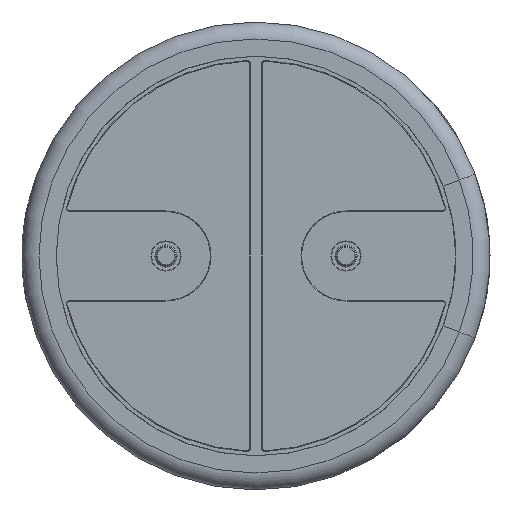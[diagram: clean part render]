
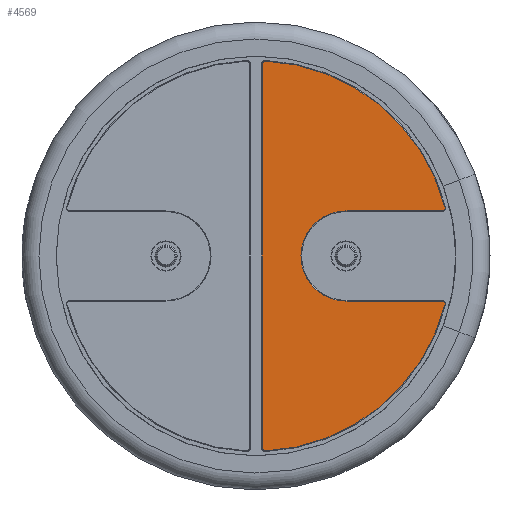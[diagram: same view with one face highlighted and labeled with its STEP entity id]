
A CAD part, front view. The second image highlights one B-rep face of the part: STEP entity #4569.
In plain terms, the highlighted planar face has unit normal (0, -1, 0).
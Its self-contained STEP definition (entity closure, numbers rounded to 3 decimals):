
#63=PLANE('',#4907);
#276=CIRCLE('',#4872,0.082);
#279=CIRCLE('',#4877,0.082);
#282=CIRCLE('',#4881,5.422);
#285=CIRCLE('',#4885,0.082);
#289=CIRCLE('',#4891,1.251);
#293=CIRCLE('',#4897,0.082);
#295=CIRCLE('',#4900,5.422);
#462=FACE_OUTER_BOUND('',#677,.T.);
#677=EDGE_LOOP('',(#3750,#3751,#3752,#3753,#3754,#3755,#3756,#3757,#3758,
#3759));
#893=LINE('',#9070,#1088);
#895=LINE('',#9094,#1090);
#897=LINE('',#9106,#1092);
#1088=VECTOR('',#5595,10.);
#1090=VECTOR('',#5625,10.);
#1092=VECTOR('',#5639,10.);
#1927=VERTEX_POINT('',#9058);
#1930=VERTEX_POINT('',#9063);
#1932=VERTEX_POINT('',#9068);
#1934=VERTEX_POINT('',#9074);
#1936=VERTEX_POINT('',#9080);
#1938=VERTEX_POINT('',#9086);
#1940=VERTEX_POINT('',#9092);
#1942=VERTEX_POINT('',#9098);
#1944=VERTEX_POINT('',#9104);
#1946=VERTEX_POINT('',#9110);
#2545=EDGE_CURVE('',#1930,#1927,#276,.T.);
#2547=EDGE_CURVE('',#1932,#1930,#893,.T.);
#2550=EDGE_CURVE('',#1934,#1932,#279,.T.);
#2553=EDGE_CURVE('',#1936,#1934,#282,.T.);
#2556=EDGE_CURVE('',#1938,#1936,#285,.T.);
#2559=EDGE_CURVE('',#1940,#1938,#895,.T.);
#2562=EDGE_CURVE('',#1942,#1940,#289,.T.);
#2565=EDGE_CURVE('',#1944,#1942,#897,.T.);
#2568=EDGE_CURVE('',#1946,#1944,#293,.T.);
#2570=EDGE_CURVE('',#1927,#1946,#295,.T.);
#3750=ORIENTED_EDGE('',*,*,#2545,.F.);
#3751=ORIENTED_EDGE('',*,*,#2547,.F.);
#3752=ORIENTED_EDGE('',*,*,#2550,.F.);
#3753=ORIENTED_EDGE('',*,*,#2553,.F.);
#3754=ORIENTED_EDGE('',*,*,#2556,.F.);
#3755=ORIENTED_EDGE('',*,*,#2559,.F.);
#3756=ORIENTED_EDGE('',*,*,#2562,.F.);
#3757=ORIENTED_EDGE('',*,*,#2565,.F.);
#3758=ORIENTED_EDGE('',*,*,#2568,.F.);
#3759=ORIENTED_EDGE('',*,*,#2570,.F.);
#4569=ADVANCED_FACE('',(#462),#63,.F.);
#4872=AXIS2_PLACEMENT_3D('',#9065,#5589,#5590);
#4877=AXIS2_PLACEMENT_3D('',#9076,#5601,#5602);
#4881=AXIS2_PLACEMENT_3D('',#9082,#5609,#5610);
#4885=AXIS2_PLACEMENT_3D('',#9088,#5617,#5618);
#4891=AXIS2_PLACEMENT_3D('',#9100,#5631,#5632);
#4897=AXIS2_PLACEMENT_3D('',#9112,#5645,#5646);
#4900=AXIS2_PLACEMENT_3D('',#9115,#5651,#5652);
#4907=AXIS2_PLACEMENT_3D('',#9128,#5671,#5672);
#5589=DIRECTION('center_axis',(0.,1.,0.));
#5590=DIRECTION('ref_axis',(-0.69,0.,0.724));
#5595=DIRECTION('',(0.,0.,1.));
#5601=DIRECTION('center_axis',(0.,1.,0.));
#5602=DIRECTION('ref_axis',(-0.69,0.,-0.724));
#5609=DIRECTION('center_axis',(0.,1.,0.));
#5610=DIRECTION('ref_axis',(0.632,0.,-0.775));
#5617=DIRECTION('center_axis',(0.,1.,0.));
#5618=DIRECTION('ref_axis',(0.79,0.,0.612));
#5625=DIRECTION('',(1.,0.,0.));
#5631=DIRECTION('center_axis',(0.,-1.,0.));
#5632=DIRECTION('ref_axis',(-1.,0.,0.));
#5639=DIRECTION('',(-1.,0.,0.));
#5645=DIRECTION('center_axis',(0.,1.,0.));
#5646=DIRECTION('ref_axis',(0.79,0.,-0.612));
#5651=DIRECTION('center_axis',(0.,1.,0.));
#5652=DIRECTION('ref_axis',(0.632,0.,0.775));
#5671=DIRECTION('center_axis',(0.,1.,0.));
#5672=DIRECTION('ref_axis',(0.,0.,1.));
#9058=CARTESIAN_POINT('',(0.264,-0.09,5.416));
#9063=CARTESIAN_POINT('',(0.178,-0.09,5.334));
#9065=CARTESIAN_POINT('Origin',(0.26,-0.09,5.334));
#9068=CARTESIAN_POINT('',(0.178,-0.09,-5.334));
#9070=CARTESIAN_POINT('',(0.178,-0.09,2.667));
#9074=CARTESIAN_POINT('',(0.264,-0.09,-5.416));
#9076=CARTESIAN_POINT('Origin',(0.26,-0.09,-5.334));
#9080=CARTESIAN_POINT('',(5.25,-0.09,-1.354));
#9082=CARTESIAN_POINT('Origin',(0.,-0.09,0.));
#9086=CARTESIAN_POINT('',(5.171,-0.09,-1.251));
#9088=CARTESIAN_POINT('Origin',(5.171,-0.09,-1.333));
#9092=CARTESIAN_POINT('',(2.5,-0.09,-1.251));
#9094=CARTESIAN_POINT('',(3.943,-0.09,-1.251));
#9098=CARTESIAN_POINT('',(2.5,-0.09,1.251));
#9100=CARTESIAN_POINT('Origin',(2.5,-0.09,0.));
#9104=CARTESIAN_POINT('',(5.171,-0.09,1.251));
#9106=CARTESIAN_POINT('',(2.608,-0.09,1.251));
#9110=CARTESIAN_POINT('',(5.25,-0.09,1.354));
#9112=CARTESIAN_POINT('Origin',(5.171,-0.09,1.333));
#9115=CARTESIAN_POINT('Origin',(0.,-0.09,0.));
#9128=CARTESIAN_POINT('Origin',(2.715,-0.09,0.));
